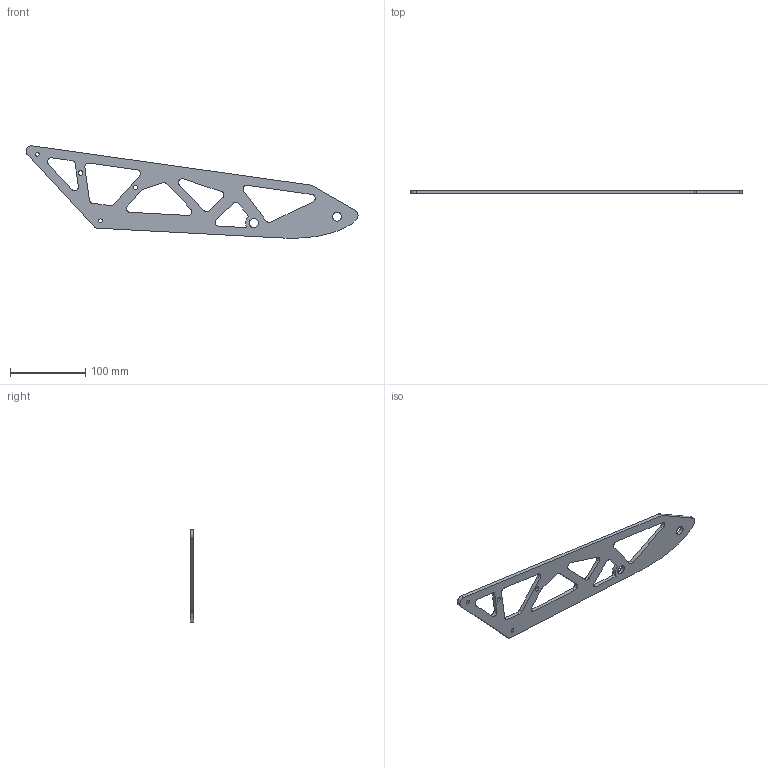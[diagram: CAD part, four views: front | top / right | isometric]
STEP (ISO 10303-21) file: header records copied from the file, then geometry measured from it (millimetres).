
FILE_DESCRIPTION(/* description */ (''),/* implementation_level */ '2;1');
FILE_NAME(/* name */ 'bracket1.stp',/* time_stamp */ '2018-03-19T11:32:43+09:00',/* author */ ('ku_sk'),/* organization */ (''),/* preprocessor_version */ 'ST-DEVELOPER v17',/* originating_system */ 'Autodesk Inventor 2018',/* authorisation */ '');
FILE_SCHEMA (('AUTOMOTIVE_DESIGN { 1 0 10303 214 3 1 1 }'));
Length unit declared in the file: millimetre
Products named in the file (1): bracket1
Bounding box: 439.95 x 5 x 122.36 mm (x, y, z)
Volume: 101998.1 mm3; surface area: 51648.6 mm2
Topology: 1 solids, 1 shells, 60 faces, 176 edges, 118 vertices
Faces by surface type: cylinder 34, plane 26
Full cylindrical faces by diameter (mm): 5 x2, 6 x2, 12 x2
Entity records: 2113 total; most frequent: DIRECTION 368, CARTESIAN_POINT 355, ORIENTED_EDGE 352, EDGE_CURVE 176, AXIS2_PLACEMENT_3D 131, VERTEX_POINT 118, LINE 106, VECTOR 106
